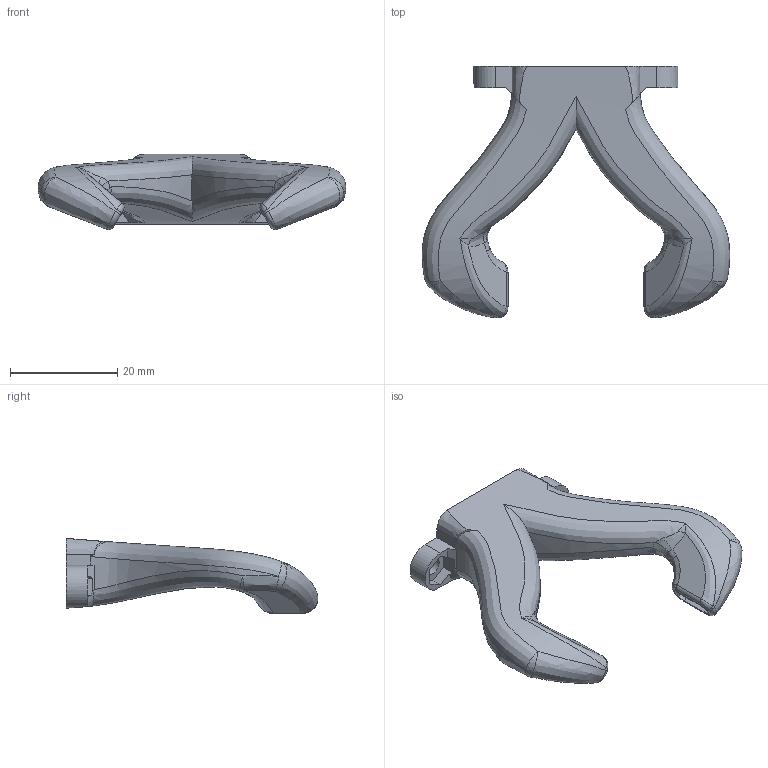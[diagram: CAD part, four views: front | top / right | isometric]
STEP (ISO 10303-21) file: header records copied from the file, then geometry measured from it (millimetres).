
FILE_DESCRIPTION(/* description */ (''),/* implementation_level */ '2;1');
FILE_NAME(/* name */ 'Duct v2.1 Straight V6.step',/* time_stamp */ '2021-12-22T02:44:53+01:00',/* author */ (''),/* organization */ (''),/* preprocessor_version */ 'ST-DEVELOPER v18.1',/* originating_system */ 'Autodesk Translation Framework v10.10.0.1391',/* authorisation */ '');
FILE_SCHEMA (('AUTOMOTIVE_DESIGN { 1 0 10303 214 3 1 1 }'));
Length unit declared in the file: millimetre
Products named in the file (1): Duct v2.1 Straight
Bounding box: 57.31 x 46.9 x 14.01 mm (x, y, z)
Volume: 4158.7 mm3; surface area: 6973.5 mm2
Topology: 1 solids, 1 shells, 145 faces, 370 edges, 222 vertices
Faces by surface type: bspline 94, plane 35, cylinder 8, sphere 8
Full cylindrical faces by diameter (mm): 3.4 x2
Entity records: 20126 total; most frequent: CARTESIAN_POINT 17312, ORIENTED_EDGE 732, EDGE_CURVE 366, DIRECTION 348, VERTEX_POINT 222, B_SPLINE_CURVE_WITH_KNOTS 202, EDGE_LOOP 152, FACE_OUTER_BOUND 145
